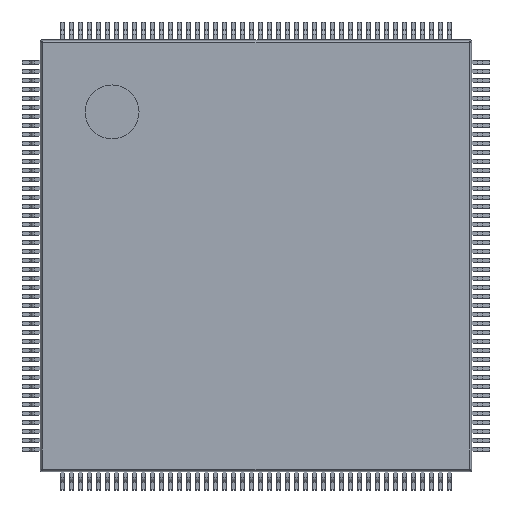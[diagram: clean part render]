
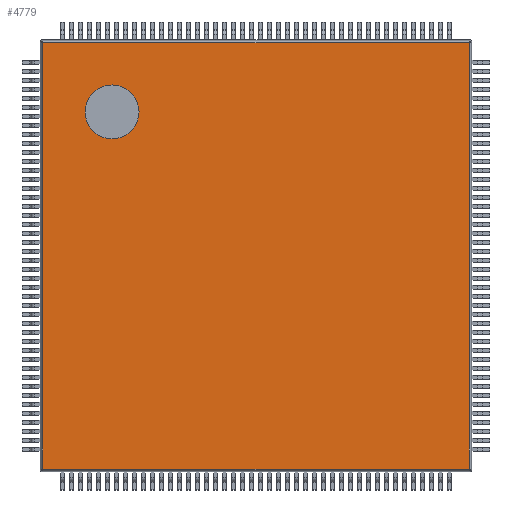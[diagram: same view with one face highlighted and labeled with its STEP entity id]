
A CAD part, top view. The second image highlights one B-rep face of the part: STEP entity #4779.
In plain terms, the highlighted planar face has unit normal (0, 0, 1).
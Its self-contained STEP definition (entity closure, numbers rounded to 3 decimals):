
#3683 = CYLINDRICAL_SURFACE('',#3684,0.1);
#3684 = AXIS2_PLACEMENT_3D('',#3685,#3686,#3687);
#3685 = CARTESIAN_POINT('',(0.164,0.074,1.5));
#3686 = DIRECTION('',(0.,1.,-0.));
#3687 = DIRECTION('',(-0.995,0.,0.105));
#4332 = VERTEX_POINT('',#4333);
#4333 = CARTESIAN_POINT('',(0.164,0.164,1.6));
#4353 = EDGE_CURVE('',#4332,#4354,#4356,.T.);
#4354 = VERTEX_POINT('',#4355);
#4355 = CARTESIAN_POINT('',(0.164,23.836,1.6));
#4356 = SURFACE_CURVE('',#4357,(#4361,#4368),.PCURVE_S1.);
#4357 = LINE('',#4358,#4359);
#4358 = CARTESIAN_POINT('',(0.164,0.074,1.6));
#4359 = VECTOR('',#4360,1.);
#4360 = DIRECTION('',(0.,1.,-0.));
#4361 = PCURVE('',#3683,#4362);
#4362 = DEFINITIONAL_REPRESENTATION('',(#4363),#4367);
#4363 = LINE('',#4364,#4365);
#4364 = CARTESIAN_POINT('',(1.466,0.));
#4365 = VECTOR('',#4366,1.);
#4366 = DIRECTION('',(0.,1.));
#4367 = ( GEOMETRIC_REPRESENTATION_CONTEXT(2) 
PARAMETRIC_REPRESENTATION_CONTEXT() REPRESENTATION_CONTEXT('2D SPACE',''
  ) );
#4368 = PCURVE('',#4369,#4374);
#4369 = PLANE('',#4370);
#4370 = AXIS2_PLACEMENT_3D('',#4371,#4372,#4373);
#4371 = CARTESIAN_POINT('',(0.,0.,1.6));
#4372 = DIRECTION('',(0.,0.,1.));
#4373 = DIRECTION('',(1.,0.,-0.));
#4374 = DEFINITIONAL_REPRESENTATION('',(#4375),#4379);
#4375 = LINE('',#4376,#4377);
#4376 = CARTESIAN_POINT('',(0.164,0.074));
#4377 = VECTOR('',#4378,1.);
#4378 = DIRECTION('',(0.,1.));
#4379 = ( GEOMETRIC_REPRESENTATION_CONTEXT(2) 
PARAMETRIC_REPRESENTATION_CONTEXT() REPRESENTATION_CONTEXT('2D SPACE',''
  ) );
#4549 = CYLINDRICAL_SURFACE('',#4550,0.1);
#4550 = AXIS2_PLACEMENT_3D('',#4551,#4552,#4553);
#4551 = CARTESIAN_POINT('',(0.074,23.836,1.5));
#4552 = DIRECTION('',(1.,0.,0.));
#4553 = DIRECTION('',(-0.,0.995,0.105));
#4722 = CYLINDRICAL_SURFACE('',#4723,0.1);
#4723 = AXIS2_PLACEMENT_3D('',#4724,#4725,#4726);
#4724 = CARTESIAN_POINT('',(0.074,0.164,1.5));
#4725 = DIRECTION('',(1.,-0.,0.));
#4726 = DIRECTION('',(-0.,-0.995,0.105));
#4779 = ADVANCED_FACE('',(#4780,#4855),#4369,.T.);
#4780 = FACE_BOUND('',#4781,.T.);
#4781 = EDGE_LOOP('',(#4782,#4783,#4806,#4834));
#4782 = ORIENTED_EDGE('',*,*,#4353,.F.);
#4783 = ORIENTED_EDGE('',*,*,#4784,.T.);
#4784 = EDGE_CURVE('',#4332,#4785,#4787,.T.);
#4785 = VERTEX_POINT('',#4786);
#4786 = CARTESIAN_POINT('',(23.836,0.164,1.6));
#4787 = SURFACE_CURVE('',#4788,(#4792,#4799),.PCURVE_S1.);
#4788 = LINE('',#4789,#4790);
#4789 = CARTESIAN_POINT('',(0.074,0.164,1.6));
#4790 = VECTOR('',#4791,1.);
#4791 = DIRECTION('',(1.,-0.,0.));
#4792 = PCURVE('',#4369,#4793);
#4793 = DEFINITIONAL_REPRESENTATION('',(#4794),#4798);
#4794 = LINE('',#4795,#4796);
#4795 = CARTESIAN_POINT('',(0.074,0.164));
#4796 = VECTOR('',#4797,1.);
#4797 = DIRECTION('',(1.,0.));
#4798 = ( GEOMETRIC_REPRESENTATION_CONTEXT(2) 
PARAMETRIC_REPRESENTATION_CONTEXT() REPRESENTATION_CONTEXT('2D SPACE',''
  ) );
#4799 = PCURVE('',#4722,#4800);
#4800 = DEFINITIONAL_REPRESENTATION('',(#4801),#4805);
#4801 = LINE('',#4802,#4803);
#4802 = CARTESIAN_POINT('',(-1.466,0.));
#4803 = VECTOR('',#4804,1.);
#4804 = DIRECTION('',(-0.,1.));
#4805 = ( GEOMETRIC_REPRESENTATION_CONTEXT(2) 
PARAMETRIC_REPRESENTATION_CONTEXT() REPRESENTATION_CONTEXT('2D SPACE',''
  ) );
#4806 = ORIENTED_EDGE('',*,*,#4807,.T.);
#4807 = EDGE_CURVE('',#4785,#4808,#4810,.T.);
#4808 = VERTEX_POINT('',#4809);
#4809 = CARTESIAN_POINT('',(23.836,23.836,1.6));
#4810 = SURFACE_CURVE('',#4811,(#4815,#4822),.PCURVE_S1.);
#4811 = LINE('',#4812,#4813);
#4812 = CARTESIAN_POINT('',(23.836,0.074,1.6));
#4813 = VECTOR('',#4814,1.);
#4814 = DIRECTION('',(0.,1.,-0.));
#4815 = PCURVE('',#4369,#4816);
#4816 = DEFINITIONAL_REPRESENTATION('',(#4817),#4821);
#4817 = LINE('',#4818,#4819);
#4818 = CARTESIAN_POINT('',(23.836,0.074));
#4819 = VECTOR('',#4820,1.);
#4820 = DIRECTION('',(0.,1.));
#4821 = ( GEOMETRIC_REPRESENTATION_CONTEXT(2) 
PARAMETRIC_REPRESENTATION_CONTEXT() REPRESENTATION_CONTEXT('2D SPACE',''
  ) );
#4822 = PCURVE('',#4823,#4828);
#4823 = CYLINDRICAL_SURFACE('',#4824,0.1);
#4824 = AXIS2_PLACEMENT_3D('',#4825,#4826,#4827);
#4825 = CARTESIAN_POINT('',(23.836,0.074,1.5));
#4826 = DIRECTION('',(0.,1.,-0.));
#4827 = DIRECTION('',(0.,0.,1.));
#4828 = DEFINITIONAL_REPRESENTATION('',(#4829),#4833);
#4829 = LINE('',#4830,#4831);
#4830 = CARTESIAN_POINT('',(0.,0.));
#4831 = VECTOR('',#4832,1.);
#4832 = DIRECTION('',(0.,1.));
#4833 = ( GEOMETRIC_REPRESENTATION_CONTEXT(2) 
PARAMETRIC_REPRESENTATION_CONTEXT() REPRESENTATION_CONTEXT('2D SPACE',''
  ) );
#4834 = ORIENTED_EDGE('',*,*,#4835,.F.);
#4835 = EDGE_CURVE('',#4354,#4808,#4836,.T.);
#4836 = SURFACE_CURVE('',#4837,(#4841,#4848),.PCURVE_S1.);
#4837 = LINE('',#4838,#4839);
#4838 = CARTESIAN_POINT('',(0.074,23.836,1.6));
#4839 = VECTOR('',#4840,1.);
#4840 = DIRECTION('',(1.,0.,0.));
#4841 = PCURVE('',#4369,#4842);
#4842 = DEFINITIONAL_REPRESENTATION('',(#4843),#4847);
#4843 = LINE('',#4844,#4845);
#4844 = CARTESIAN_POINT('',(0.074,23.836));
#4845 = VECTOR('',#4846,1.);
#4846 = DIRECTION('',(1.,0.));
#4847 = ( GEOMETRIC_REPRESENTATION_CONTEXT(2) 
PARAMETRIC_REPRESENTATION_CONTEXT() REPRESENTATION_CONTEXT('2D SPACE',''
  ) );
#4848 = PCURVE('',#4549,#4849);
#4849 = DEFINITIONAL_REPRESENTATION('',(#4850),#4854);
#4850 = LINE('',#4851,#4852);
#4851 = CARTESIAN_POINT('',(1.466,0.));
#4852 = VECTOR('',#4853,1.);
#4853 = DIRECTION('',(0.,1.));
#4854 = ( GEOMETRIC_REPRESENTATION_CONTEXT(2) 
PARAMETRIC_REPRESENTATION_CONTEXT() REPRESENTATION_CONTEXT('2D SPACE',''
  ) );
#4855 = FACE_BOUND('',#4856,.T.);
#4856 = EDGE_LOOP('',(#4857));
#4857 = ORIENTED_EDGE('',*,*,#4858,.F.);
#4858 = EDGE_CURVE('',#4859,#4859,#4861,.T.);
#4859 = VERTEX_POINT('',#4860);
#4860 = CARTESIAN_POINT('',(5.5,20.,1.6));
#4861 = SURFACE_CURVE('',#4862,(#4867,#4874),.PCURVE_S1.);
#4862 = CIRCLE('',#4863,1.5);
#4863 = AXIS2_PLACEMENT_3D('',#4864,#4865,#4866);
#4864 = CARTESIAN_POINT('',(4.,20.,1.6));
#4865 = DIRECTION('',(0.,0.,1.));
#4866 = DIRECTION('',(1.,0.,-0.));
#4867 = PCURVE('',#4369,#4868);
#4868 = DEFINITIONAL_REPRESENTATION('',(#4869),#4873);
#4869 = CIRCLE('',#4870,1.5);
#4870 = AXIS2_PLACEMENT_2D('',#4871,#4872);
#4871 = CARTESIAN_POINT('',(4.,20.));
#4872 = DIRECTION('',(1.,0.));
#4873 = ( GEOMETRIC_REPRESENTATION_CONTEXT(2) 
PARAMETRIC_REPRESENTATION_CONTEXT() REPRESENTATION_CONTEXT('2D SPACE',''
  ) );
#4874 = PCURVE('',#4875,#4880);
#4875 = CYLINDRICAL_SURFACE('',#4876,1.5);
#4876 = AXIS2_PLACEMENT_3D('',#4877,#4878,#4879);
#4877 = CARTESIAN_POINT('',(4.,20.,1.5));
#4878 = DIRECTION('',(0.,0.,1.));
#4879 = DIRECTION('',(1.,0.,-0.));
#4880 = DEFINITIONAL_REPRESENTATION('',(#4881),#4885);
#4881 = LINE('',#4882,#4883);
#4882 = CARTESIAN_POINT('',(0.,0.1));
#4883 = VECTOR('',#4884,1.);
#4884 = DIRECTION('',(1.,0.));
#4885 = ( GEOMETRIC_REPRESENTATION_CONTEXT(2) 
PARAMETRIC_REPRESENTATION_CONTEXT() REPRESENTATION_CONTEXT('2D SPACE',''
  ) );
